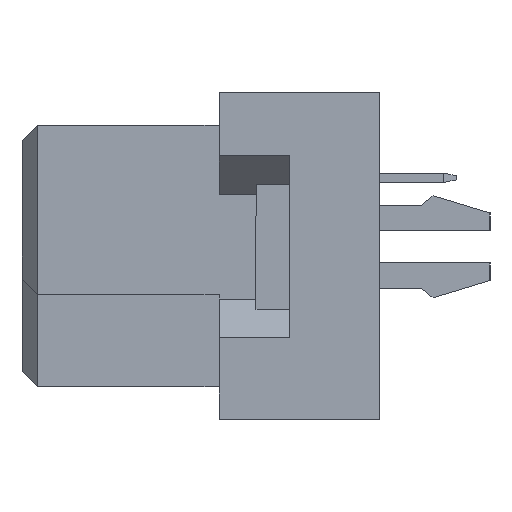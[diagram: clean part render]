
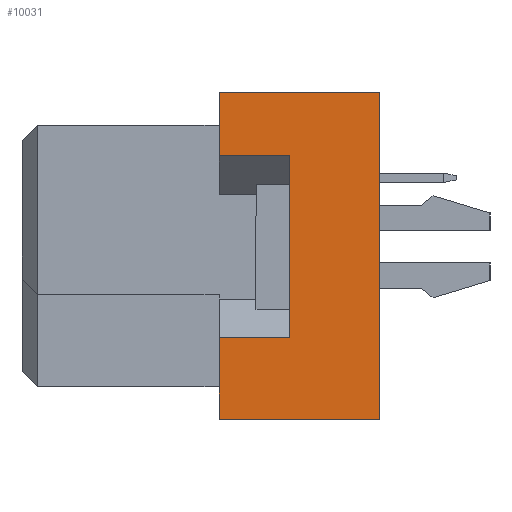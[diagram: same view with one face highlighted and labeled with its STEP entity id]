
A CAD part, left-side view. The second image highlights one B-rep face of the part: STEP entity #10031.
In plain terms, the highlighted planar face has unit normal (-1, 0, 0).
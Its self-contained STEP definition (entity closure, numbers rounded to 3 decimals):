
#416 = ORIENTED_EDGE ( 'NONE', *, *, #7573, .F. ) ;
#766 = DIRECTION ( 'NONE',  ( 0., 0., 1. ) ) ;
#787 = LINE ( 'NONE', #8872, #13024 ) ;
#1168 = LINE ( 'NONE', #7747, #15194 ) ;
#1532 = VECTOR ( 'NONE', #766, 1000. ) ;
#1599 = CARTESIAN_POINT ( 'NONE',  ( -27.5, -8.7, 3.25 ) ) ;
#1685 = ORIENTED_EDGE ( 'NONE', *, *, #5529, .F. ) ;
#2484 = DIRECTION ( 'NONE',  ( 0., 0., 1. ) ) ;
#2530 = VERTEX_POINT ( 'NONE', #7486 ) ;
#3006 = ORIENTED_EDGE ( 'NONE', *, *, #10050, .T. ) ;
#3076 = EDGE_CURVE ( 'NONE', #11577, #18272, #14465, .T. ) ;
#3300 = EDGE_CURVE ( 'NONE', #3494, #2530, #1168, .T. ) ;
#3303 = DIRECTION ( 'NONE',  ( 0., 1., 0. ) ) ;
#3494 = VERTEX_POINT ( 'NONE', #16333 ) ;
#3999 = CARTESIAN_POINT ( 'NONE',  ( -27.5, -8.7, -2.65 ) ) ;
#4560 = VECTOR ( 'NONE', #15079, 1000. ) ;
#4790 = ORIENTED_EDGE ( 'NONE', *, *, #20946, .T. ) ;
#5307 = LINE ( 'NONE', #15679, #4560 ) ;
#5529 = EDGE_CURVE ( 'NONE', #2530, #16871, #5307, .T. ) ;
#5881 = EDGE_CURVE ( 'NONE', #6696, #15054, #787, .T. ) ;
#5961 = AXIS2_PLACEMENT_3D ( 'NONE', #14921, #6848, #2484 ) ;
#6044 = DIRECTION ( 'NONE',  ( 0., 1., 0. ) ) ;
#6696 = VERTEX_POINT ( 'NONE', #1599 ) ;
#6848 = DIRECTION ( 'NONE',  ( -1., 0., 0. ) ) ;
#7486 = CARTESIAN_POINT ( 'NONE',  ( -27.5, -6.4, -5.3 ) ) ;
#7573 = EDGE_CURVE ( 'NONE', #17231, #6696, #20502, .T. ) ;
#7747 = CARTESIAN_POINT ( 'NONE',  ( -27.5, -11.6, -5.3 ) ) ;
#7749 = CARTESIAN_POINT ( 'NONE',  ( -27.5, -6.4, -5.3 ) ) ;
#8185 = EDGE_CURVE ( 'NONE', #15054, #18272, #11262, .T. ) ;
#8438 = PLANE ( 'NONE',  #5961 ) ;
#8872 = CARTESIAN_POINT ( 'NONE',  ( -27.5, -8.7, 3.25 ) ) ;
#9916 = ORIENTED_EDGE ( 'NONE', *, *, #3076, .T. ) ;
#10031 = ADVANCED_FACE ( 'NONE', ( #11642 ), #8438, .T. ) ;
#10050 = EDGE_CURVE ( 'NONE', #3494, #11577, #19998, .T. ) ;
#10208 = VECTOR ( 'NONE', #10470, 1000. ) ;
#10366 = EDGE_LOOP ( 'NONE', ( #4790, #1685, #19570, #3006, #9916, #16999, #15570, #416 ) ) ;
#10470 = DIRECTION ( 'NONE',  ( 0., 1., 0. ) ) ;
#11067 = VECTOR ( 'NONE', #16725, 1000. ) ;
#11262 = LINE ( 'NONE', #7749, #19785 ) ;
#11318 = CARTESIAN_POINT ( 'NONE',  ( -27.5, -6.4, -2.65 ) ) ;
#11577 = VERTEX_POINT ( 'NONE', #12988 ) ;
#11642 = FACE_OUTER_BOUND ( 'NONE', #10366, .T. ) ;
#12526 = DIRECTION ( 'NONE',  ( 0., 0., 1. ) ) ;
#12988 = CARTESIAN_POINT ( 'NONE',  ( -27.5, -11.6, 5.3 ) ) ;
#13024 = VECTOR ( 'NONE', #14071, 1000. ) ;
#13873 = LINE ( 'NONE', #3999, #10208 ) ;
#14071 = DIRECTION ( 'NONE',  ( 0., 1., 0. ) ) ;
#14465 = LINE ( 'NONE', #17639, #20305 ) ;
#14921 = CARTESIAN_POINT ( 'NONE',  ( -27.5, -11.6, 5.3 ) ) ;
#15054 = VERTEX_POINT ( 'NONE', #17692 ) ;
#15079 = DIRECTION ( 'NONE',  ( 0., 0., 1. ) ) ;
#15194 = VECTOR ( 'NONE', #6044, 1000. ) ;
#15570 = ORIENTED_EDGE ( 'NONE', *, *, #5881, .F. ) ;
#15679 = CARTESIAN_POINT ( 'NONE',  ( -27.5, -6.4, -5.3 ) ) ;
#16333 = CARTESIAN_POINT ( 'NONE',  ( -27.5, -11.6, -5.3 ) ) ;
#16725 = DIRECTION ( 'NONE',  ( 0., 0., 1. ) ) ;
#16871 = VERTEX_POINT ( 'NONE', #11318 ) ;
#16999 = ORIENTED_EDGE ( 'NONE', *, *, #8185, .F. ) ;
#17020 = CARTESIAN_POINT ( 'NONE',  ( -27.5, -8.7, -2.65 ) ) ;
#17231 = VERTEX_POINT ( 'NONE', #18821 ) ;
#17639 = CARTESIAN_POINT ( 'NONE',  ( -27.5, -11.6, 5.3 ) ) ;
#17692 = CARTESIAN_POINT ( 'NONE',  ( -27.5, -6.4, 3.25 ) ) ;
#17983 = CARTESIAN_POINT ( 'NONE',  ( -27.5, -6.4, 5.3 ) ) ;
#18272 = VERTEX_POINT ( 'NONE', #17983 ) ;
#18720 = CARTESIAN_POINT ( 'NONE',  ( -27.5, -11.6, 5.3 ) ) ;
#18821 = CARTESIAN_POINT ( 'NONE',  ( -27.5, -8.7, -2.65 ) ) ;
#19570 = ORIENTED_EDGE ( 'NONE', *, *, #3300, .F. ) ;
#19785 = VECTOR ( 'NONE', #12526, 1000. ) ;
#19998 = LINE ( 'NONE', #18720, #11067 ) ;
#20305 = VECTOR ( 'NONE', #3303, 1000. ) ;
#20502 = LINE ( 'NONE', #17020, #1532 ) ;
#20946 = EDGE_CURVE ( 'NONE', #17231, #16871, #13873, .T. ) ;
